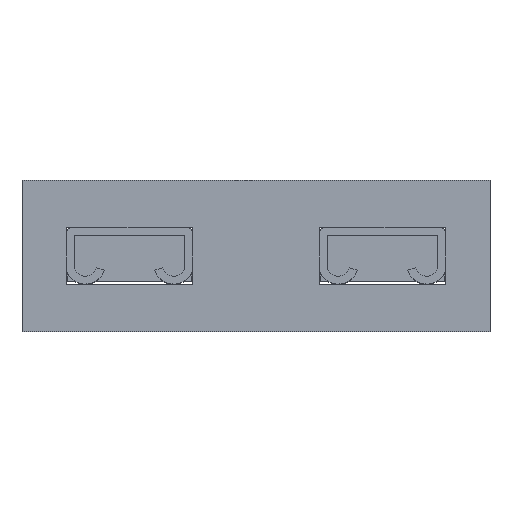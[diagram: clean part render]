
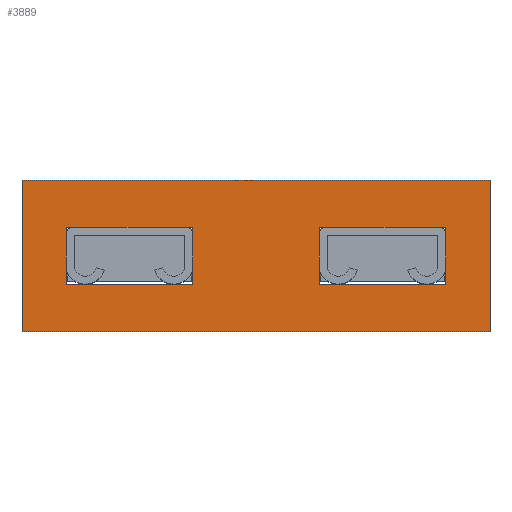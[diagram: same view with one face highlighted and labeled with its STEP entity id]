
A CAD part, top view. The second image highlights one B-rep face of the part: STEP entity #3889.
In plain terms, the highlighted planar face has unit normal (0, 0, 1).
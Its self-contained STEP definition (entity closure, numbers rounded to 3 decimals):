
#36 = CARTESIAN_POINT ( 'NONE',  ( -6., 0.9, 3.2 ) ) ;
#38 = CARTESIAN_POINT ( 'NONE',  ( -7.4, 2.4, 3.2 ) ) ;
#76 = LINE ( 'NONE', #662, #2708 ) ;
#105 = EDGE_CURVE ( 'NONE', #1901, #1299, #2875, .T. ) ;
#179 = CARTESIAN_POINT ( 'NONE',  ( 2., -0.9, 3.2 ) ) ;
#270 = LINE ( 'NONE', #38, #1728 ) ;
#395 = EDGE_CURVE ( 'NONE', #3299, #1901, #663, .T. ) ;
#403 = EDGE_CURVE ( 'NONE', #2935, #2551, #2320, .T. ) ;
#470 = VERTEX_POINT ( 'NONE', #179 ) ;
#472 = ORIENTED_EDGE ( 'NONE', *, *, #395, .F. ) ;
#499 = CARTESIAN_POINT ( 'NONE',  ( 2., 0.9, 3.2 ) ) ;
#573 = ORIENTED_EDGE ( 'NONE', *, *, #105, .F. ) ;
#587 = EDGE_LOOP ( 'NONE', ( #828, #3572, #3303, #3785 ) ) ;
#642 = ORIENTED_EDGE ( 'NONE', *, *, #2580, .F. ) ;
#662 = CARTESIAN_POINT ( 'NONE',  ( -6., -0.9, 3.2 ) ) ;
#663 = LINE ( 'NONE', #1886, #2569 ) ;
#696 = CARTESIAN_POINT ( 'NONE',  ( -7.4, 2.4, 3.2 ) ) ;
#752 = CARTESIAN_POINT ( 'NONE',  ( 6., 0.9, 3.2 ) ) ;
#786 = DIRECTION ( 'NONE',  ( 1., 0., 0. ) ) ;
#828 = ORIENTED_EDGE ( 'NONE', *, *, #2870, .T. ) ;
#893 = AXIS2_PLACEMENT_3D ( 'NONE', #2555, #3487, #786 ) ;
#934 = CARTESIAN_POINT ( 'NONE',  ( -2., 0.9, 3.2 ) ) ;
#972 = VERTEX_POINT ( 'NONE', #1931 ) ;
#1045 = LINE ( 'NONE', #3735, #2854 ) ;
#1076 = ORIENTED_EDGE ( 'NONE', *, *, #1591, .T. ) ;
#1123 = CARTESIAN_POINT ( 'NONE',  ( -7.4, -2.4, 3.2 ) ) ;
#1130 = DIRECTION ( 'NONE',  ( -1., 0., 0. ) ) ;
#1182 = CARTESIAN_POINT ( 'NONE',  ( 7.4, 2.4, 3.2 ) ) ;
#1291 = ORIENTED_EDGE ( 'NONE', *, *, #2002, .T. ) ;
#1299 = VERTEX_POINT ( 'NONE', #2498 ) ;
#1333 = CARTESIAN_POINT ( 'NONE',  ( 6., 0.9, 3.2 ) ) ;
#1351 = ORIENTED_EDGE ( 'NONE', *, *, #2082, .F. ) ;
#1373 = DIRECTION ( 'NONE',  ( -1., 0., 0. ) ) ;
#1407 = DIRECTION ( 'NONE',  ( 1., 0., 0. ) ) ;
#1419 = CARTESIAN_POINT ( 'NONE',  ( 6., -0.9, 3.2 ) ) ;
#1420 = DIRECTION ( 'NONE',  ( 1., 0., 0. ) ) ;
#1455 = CARTESIAN_POINT ( 'NONE',  ( -7.4, -2.4, 3.2 ) ) ;
#1577 = VECTOR ( 'NONE', #1407, 1000. ) ;
#1591 = EDGE_CURVE ( 'NONE', #2106, #2935, #2226, .T. ) ;
#1597 = EDGE_CURVE ( 'NONE', #470, #3045, #3515, .T. ) ;
#1613 = DIRECTION ( 'NONE',  ( 1., 0., 0. ) ) ;
#1670 = LINE ( 'NONE', #696, #2768 ) ;
#1686 = CARTESIAN_POINT ( 'NONE',  ( -6., 0.9, 3.2 ) ) ;
#1691 = EDGE_LOOP ( 'NONE', ( #472, #1351, #642, #573 ) ) ;
#1719 = VECTOR ( 'NONE', #2356, 1000. ) ;
#1728 = VECTOR ( 'NONE', #3346, 1000. ) ;
#1737 = CARTESIAN_POINT ( 'NONE',  ( 7.4, -2.4, 3.2 ) ) ;
#1772 = FACE_BOUND ( 'NONE', #1691, .T. ) ;
#1886 = CARTESIAN_POINT ( 'NONE',  ( -2., 0.9, 3.2 ) ) ;
#1901 = VERTEX_POINT ( 'NONE', #934 ) ;
#1906 = EDGE_CURVE ( 'NONE', #2551, #972, #1670, .T. ) ;
#1931 = CARTESIAN_POINT ( 'NONE',  ( -7.4, 2.4, 3.2 ) ) ;
#1990 = LINE ( 'NONE', #2873, #2355 ) ;
#2002 = EDGE_CURVE ( 'NONE', #972, #2106, #270, .T. ) ;
#2046 = FACE_OUTER_BOUND ( 'NONE', #2963, .T. ) ;
#2082 = EDGE_CURVE ( 'NONE', #2795, #3299, #76, .T. ) ;
#2106 = VERTEX_POINT ( 'NONE', #1455 ) ;
#2151 = VECTOR ( 'NONE', #3361, 1000. ) ;
#2192 = VECTOR ( 'NONE', #3429, 1000. ) ;
#2226 = LINE ( 'NONE', #1123, #1577 ) ;
#2278 = DIRECTION ( 'NONE',  ( 0., 1., 0. ) ) ;
#2298 = PLANE ( 'NONE',  #893 ) ;
#2317 = EDGE_CURVE ( 'NONE', #3756, #2787, #3671, .T. ) ;
#2320 = LINE ( 'NONE', #2591, #2748 ) ;
#2355 = VECTOR ( 'NONE', #1420, 1000. ) ;
#2356 = DIRECTION ( 'NONE',  ( 0., 1., 0. ) ) ;
#2371 = CARTESIAN_POINT ( 'NONE',  ( -2., -0.9, 3.2 ) ) ;
#2498 = CARTESIAN_POINT ( 'NONE',  ( -6., 0.9, 3.2 ) ) ;
#2551 = VERTEX_POINT ( 'NONE', #1182 ) ;
#2555 = CARTESIAN_POINT ( 'NONE',  ( 0., 0., 3.2 ) ) ;
#2569 = VECTOR ( 'NONE', #3076, 1000. ) ;
#2580 = EDGE_CURVE ( 'NONE', #1299, #2795, #3700, .T. ) ;
#2591 = CARTESIAN_POINT ( 'NONE',  ( 7.4, 2.4, 3.2 ) ) ;
#2598 = EDGE_CURVE ( 'NONE', #3045, #3756, #1990, .T. ) ;
#2708 = VECTOR ( 'NONE', #1613, 1000. ) ;
#2748 = VECTOR ( 'NONE', #2278, 1000. ) ;
#2768 = VECTOR ( 'NONE', #1373, 1000. ) ;
#2787 = VERTEX_POINT ( 'NONE', #1419 ) ;
#2795 = VERTEX_POINT ( 'NONE', #2872 ) ;
#2854 = VECTOR ( 'NONE', #1130, 1000. ) ;
#2862 = ORIENTED_EDGE ( 'NONE', *, *, #403, .T. ) ;
#2870 = EDGE_CURVE ( 'NONE', #2787, #470, #1045, .T. ) ;
#2872 = CARTESIAN_POINT ( 'NONE',  ( -6., -0.9, 3.2 ) ) ;
#2873 = CARTESIAN_POINT ( 'NONE',  ( 6., 0.9, 3.2 ) ) ;
#2875 = LINE ( 'NONE', #1686, #2192 ) ;
#2935 = VERTEX_POINT ( 'NONE', #1737 ) ;
#2963 = EDGE_LOOP ( 'NONE', ( #2862, #3607, #1291, #1076 ) ) ;
#3045 = VERTEX_POINT ( 'NONE', #499 ) ;
#3076 = DIRECTION ( 'NONE',  ( 0., 1., 0. ) ) ;
#3225 = FACE_BOUND ( 'NONE', #587, .T. ) ;
#3299 = VERTEX_POINT ( 'NONE', #2371 ) ;
#3303 = ORIENTED_EDGE ( 'NONE', *, *, #2598, .T. ) ;
#3346 = DIRECTION ( 'NONE',  ( 0., -1., 0. ) ) ;
#3361 = DIRECTION ( 'NONE',  ( 0., -1., 0. ) ) ;
#3429 = DIRECTION ( 'NONE',  ( -1., 0., 0. ) ) ;
#3454 = CARTESIAN_POINT ( 'NONE',  ( 2., 0.9, 3.2 ) ) ;
#3487 = DIRECTION ( 'NONE',  ( 0., 0., 1. ) ) ;
#3515 = LINE ( 'NONE', #3454, #1719 ) ;
#3572 = ORIENTED_EDGE ( 'NONE', *, *, #1597, .T. ) ;
#3607 = ORIENTED_EDGE ( 'NONE', *, *, #1906, .T. ) ;
#3671 = LINE ( 'NONE', #752, #2151 ) ;
#3700 = LINE ( 'NONE', #36, #3710 ) ;
#3710 = VECTOR ( 'NONE', #3726, 1000. ) ;
#3726 = DIRECTION ( 'NONE',  ( 0., -1., 0. ) ) ;
#3735 = CARTESIAN_POINT ( 'NONE',  ( 6., -0.9, 3.2 ) ) ;
#3756 = VERTEX_POINT ( 'NONE', #1333 ) ;
#3785 = ORIENTED_EDGE ( 'NONE', *, *, #2317, .T. ) ;
#3889 = ADVANCED_FACE ( 'NONE', ( #1772, #2046, #3225 ), #2298, .T. ) ;
